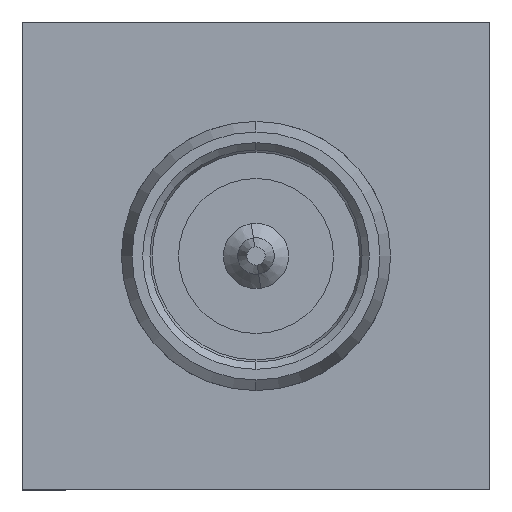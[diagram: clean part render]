
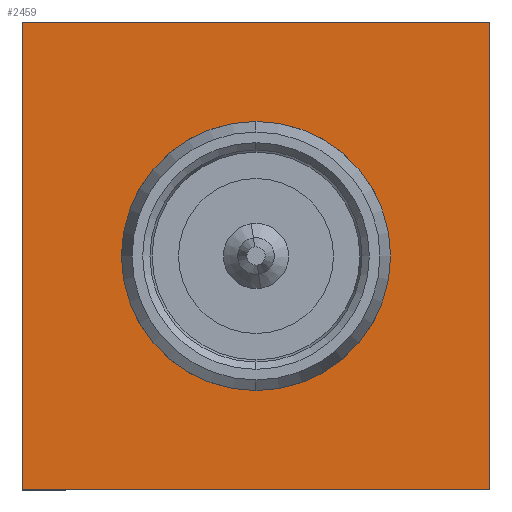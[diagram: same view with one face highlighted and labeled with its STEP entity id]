
A CAD part, left-side view. The second image highlights one B-rep face of the part: STEP entity #2459.
In plain terms, the highlighted planar face has unit normal (-1, 0, 0).
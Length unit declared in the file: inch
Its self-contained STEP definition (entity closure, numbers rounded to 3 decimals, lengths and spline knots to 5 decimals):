
#71 = AXIS2_PLACEMENT_3D ( 'NONE', #425, #144, #2674 ) ;
#92 = CARTESIAN_POINT ( 'NONE',  ( 0.22835, 0.12598, -0.12598 ) ) ;
#144 = DIRECTION ( 'NONE',  ( -1., 0., 0. ) ) ;
#227 = LINE ( 'NONE', #2876, #3920 ) ;
#322 = FACE_OUTER_BOUND ( 'NONE', #2384, .T. ) ;
#425 = CARTESIAN_POINT ( 'NONE',  ( 0.22835, 0., 0. ) ) ;
#567 = VERTEX_POINT ( 'NONE', #1438 ) ;
#622 = EDGE_LOOP ( 'NONE', ( #2072, #3064 ) ) ;
#644 = ORIENTED_EDGE ( 'NONE', *, *, #3311, .F. ) ;
#733 = VECTOR ( 'NONE', #2113, 39.37008 ) ;
#762 = CARTESIAN_POINT ( 'NONE',  ( 0.22835, 0., -0.07244 ) ) ;
#847 = CIRCLE ( 'NONE', #1138, 0.07244 ) ;
#966 = EDGE_CURVE ( 'NONE', #567, #2801, #847, .T. ) ;
#983 = CARTESIAN_POINT ( 'NONE',  ( 0.22835, -0.12598, -0.12598 ) ) ;
#988 = VECTOR ( 'NONE', #4254, 39.37008 ) ;
#1001 = ORIENTED_EDGE ( 'NONE', *, *, #1520, .F. ) ;
#1121 = DIRECTION ( 'NONE',  ( 1., 0., 0. ) ) ;
#1138 = AXIS2_PLACEMENT_3D ( 'NONE', #1592, #1507, #3558 ) ;
#1226 = DIRECTION ( 'NONE',  ( 0., 0., 1. ) ) ;
#1263 = VERTEX_POINT ( 'NONE', #2913 ) ;
#1405 = CARTESIAN_POINT ( 'NONE',  ( 0.22835, 0., 0. ) ) ;
#1438 = CARTESIAN_POINT ( 'NONE',  ( 0.22835, 0., 0.07244 ) ) ;
#1462 = EDGE_CURVE ( 'NONE', #2219, #3530, #2919, .T. ) ;
#1507 = DIRECTION ( 'NONE',  ( -1., 0., 0. ) ) ;
#1520 = EDGE_CURVE ( 'NONE', #3530, #1263, #227, .T. ) ;
#1534 = CARTESIAN_POINT ( 'NONE',  ( 0.22835, -0.12598, -0.12598 ) ) ;
#1592 = CARTESIAN_POINT ( 'NONE',  ( 0.22835, 0., 0. ) ) ;
#1715 = PLANE ( 'NONE',  #1738 ) ;
#1721 = DIRECTION ( 'NONE',  ( 0., 0., -1. ) ) ;
#1738 = AXIS2_PLACEMENT_3D ( 'NONE', #1405, #1121, #2447 ) ;
#2072 = ORIENTED_EDGE ( 'NONE', *, *, #4183, .F. ) ;
#2113 = DIRECTION ( 'NONE',  ( 0., -1., 0. ) ) ;
#2151 = VECTOR ( 'NONE', #1721, 39.37008 ) ;
#2186 = EDGE_CURVE ( 'NONE', #3344, #2219, #4211, .T. ) ;
#2219 = VERTEX_POINT ( 'NONE', #983 ) ;
#2305 = ORIENTED_EDGE ( 'NONE', *, *, #1462, .F. ) ;
#2384 = EDGE_LOOP ( 'NONE', ( #2305, #3970, #644, #1001 ) ) ;
#2447 = DIRECTION ( 'NONE',  ( 0., 0., -1. ) ) ;
#2459 = ADVANCED_FACE ( 'NONE', ( #2603, #322 ), #1715, .F. ) ;
#2603 = FACE_BOUND ( 'NONE', #622, .T. ) ;
#2674 = DIRECTION ( 'NONE',  ( 0., 0., -1. ) ) ;
#2801 = VERTEX_POINT ( 'NONE', #762 ) ;
#2876 = CARTESIAN_POINT ( 'NONE',  ( 0.22835, 0.12598, -0.12598 ) ) ;
#2913 = CARTESIAN_POINT ( 'NONE',  ( 0.22835, 0.12598, 0.12598 ) ) ;
#2919 = LINE ( 'NONE', #1534, #988 ) ;
#3064 = ORIENTED_EDGE ( 'NONE', *, *, #966, .F. ) ;
#3138 = CARTESIAN_POINT ( 'NONE',  ( 0.22835, 0.12598, 0.12598 ) ) ;
#3311 = EDGE_CURVE ( 'NONE', #1263, #3344, #4130, .T. ) ;
#3344 = VERTEX_POINT ( 'NONE', #3748 ) ;
#3530 = VERTEX_POINT ( 'NONE', #92 ) ;
#3538 = CIRCLE ( 'NONE', #71, 0.07244 ) ;
#3558 = DIRECTION ( 'NONE',  ( 0., 0., -1. ) ) ;
#3748 = CARTESIAN_POINT ( 'NONE',  ( 0.22835, -0.12598, 0.12598 ) ) ;
#3882 = CARTESIAN_POINT ( 'NONE',  ( 0.22835, -0.12598, 0.12598 ) ) ;
#3920 = VECTOR ( 'NONE', #1226, 39.37008 ) ;
#3970 = ORIENTED_EDGE ( 'NONE', *, *, #2186, .F. ) ;
#4130 = LINE ( 'NONE', #3138, #733 ) ;
#4183 = EDGE_CURVE ( 'NONE', #2801, #567, #3538, .T. ) ;
#4211 = LINE ( 'NONE', #3882, #2151 ) ;
#4254 = DIRECTION ( 'NONE',  ( 0., 1., 0. ) ) ;
